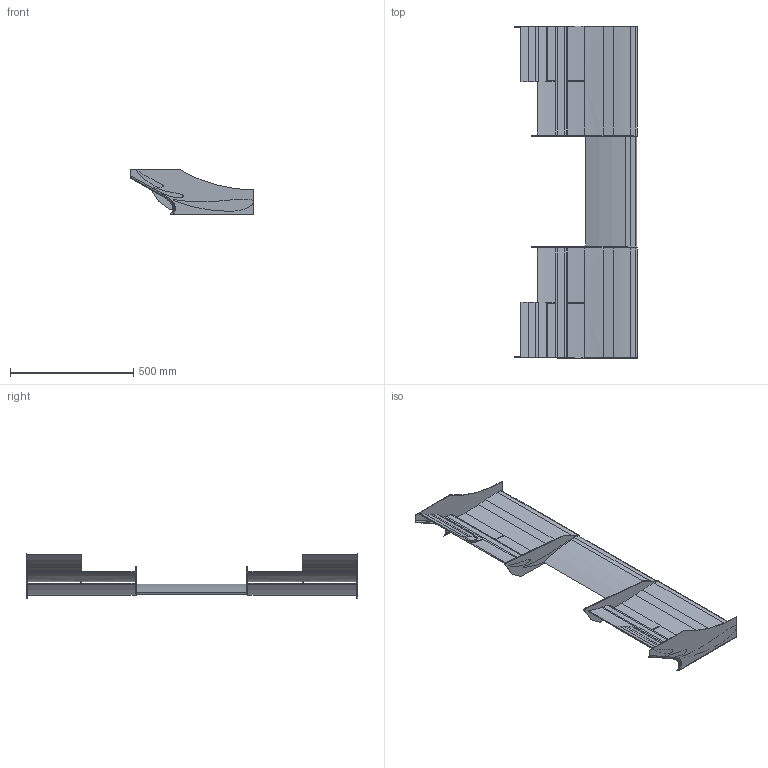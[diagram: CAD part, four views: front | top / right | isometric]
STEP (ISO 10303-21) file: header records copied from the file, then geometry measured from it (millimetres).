
FILE_DESCRIPTION(/* description */ (''),/* implementation_level */ '2;1');
FILE_NAME(/* name */ 'Fr.wing_cradle.stp',/* time_stamp */ '2018-03-08T09:10:10+01:00',/* author */ ('ku_sk'),/* organization */ (''),/* preprocessor_version */ 'ST-DEVELOPER v17',/* originating_system */ 'Autodesk Inventor 2018',/* authorisation */ '');
FILE_SCHEMA (('AUTOMOTIVE_DESIGN { 1 0 10303 214 3 1 1 }'));
Length unit declared in the file: millimetre
Products named in the file (7): Fr.wing_cradle; centerflap; sideflap; bracket; sideflap_MIR; endplate; endplate1
Assembly tree (7 placements, depth 2):
  Fr.wing_cradle
    bracket  x2
    centerflap
    sideflap
    sideflap_MIR
    endplate
    endplate1
Bounding box: 500 x 1346 x 183 mm (x, y, z)
Volume: 13984188.2 mm3; surface area: 1594603 mm2
Topology: 7 solids, 7 shells, 191 faces, 499 edges, 322 vertices
Faces by surface type: cylinder 113, plane 70, bspline 8
Entity records: 6189 total; most frequent: CARTESIAN_POINT 1378, DIRECTION 1013, ORIENTED_EDGE 914, EDGE_CURVE 457, AXIS2_PLACEMENT_3D 391, VERTEX_POINT 294, LINE 231, VECTOR 231
